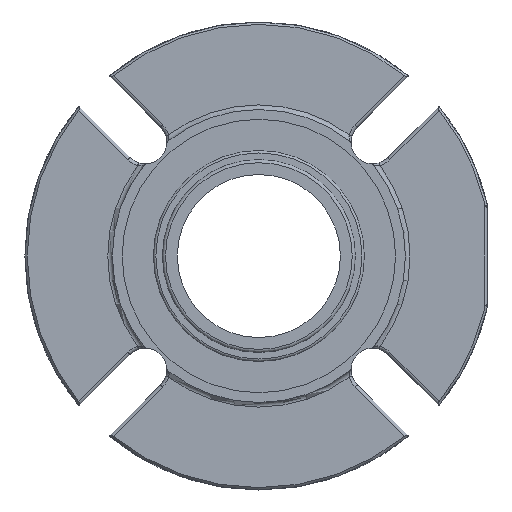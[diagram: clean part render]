
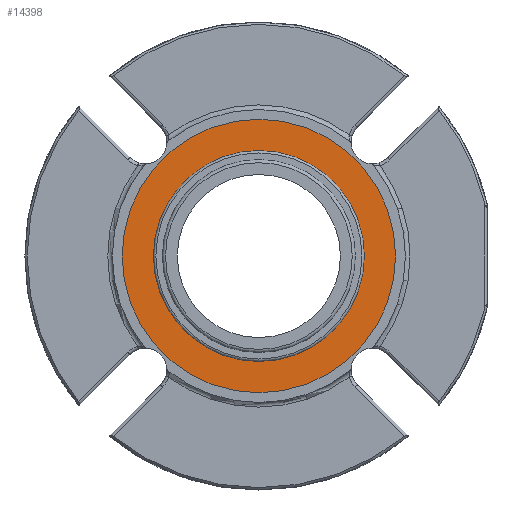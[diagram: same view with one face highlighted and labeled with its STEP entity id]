
A CAD part, left-side view. The second image highlights one B-rep face of the part: STEP entity #14398.
In plain terms, the highlighted planar face has unit normal (-1, 0, 0).
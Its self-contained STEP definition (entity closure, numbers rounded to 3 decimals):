
#1891=PLANE('',#15380);
#4333=ORIENTED_EDGE('',*,*,#6092,.T.);
#4334=ORIENTED_EDGE('',*,*,#6091,.F.);
#6091=EDGE_CURVE('',#7112,#7112,#7742,.F.);
#6092=EDGE_CURVE('',#7113,#7113,#7743,.T.);
#7112=VERTEX_POINT('',#24880);
#7113=VERTEX_POINT('',#24883);
#7742=CIRCLE('',#15379,34.29);
#7743=CIRCLE('',#15381,44.45);
#8400=EDGE_LOOP('',(#4333));
#8401=EDGE_LOOP('',(#4334));
#9127=FACE_BOUND('',#8400,.T.);
#9128=FACE_BOUND('',#8401,.T.);
#14398=ADVANCED_FACE('',(#9127,#9128),#1891,.F.);
#15379=AXIS2_PLACEMENT_3D('',#24879,#17756,#17757);
#15380=AXIS2_PLACEMENT_3D('',#24881,#17758,#17759);
#15381=AXIS2_PLACEMENT_3D('',#24882,#17760,#17761);
#17756=DIRECTION('',(1.,0.,0.));
#17757=DIRECTION('',(0.,1.,0.));
#17758=DIRECTION('',(1.,0.,0.));
#17759=DIRECTION('',(0.,0.,1.));
#17760=DIRECTION('',(-1.,0.,0.));
#17761=DIRECTION('',(0.,0.,-1.));
#24879=CARTESIAN_POINT('',(-2.018,0.,0.));
#24880=CARTESIAN_POINT('',(-2.018,34.29,0.));
#24881=CARTESIAN_POINT('',(-2.018,0.,-44.45));
#24882=CARTESIAN_POINT('',(-2.018,0.,0.));
#24883=CARTESIAN_POINT('',(-2.018,0.,-44.45));
